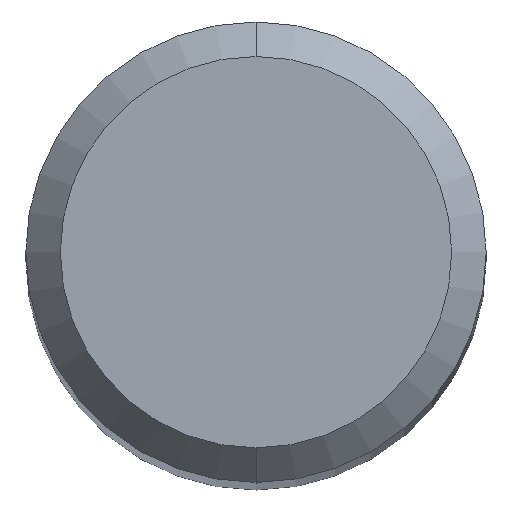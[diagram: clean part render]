
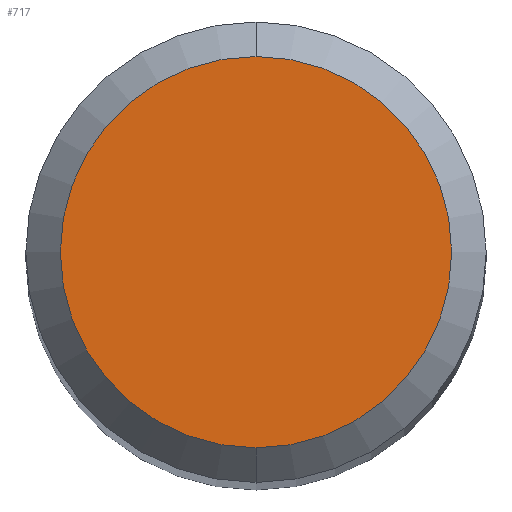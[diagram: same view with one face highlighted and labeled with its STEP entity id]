
A CAD part, top view. The second image highlights one B-rep face of the part: STEP entity #717.
In plain terms, the highlighted planar face has unit normal (0, 0, 1).
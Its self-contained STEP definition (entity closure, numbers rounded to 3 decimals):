
#581=VERTEX_POINT('',#1265);
#717=ADVANCED_FACE('',(#1411),#1412,.T.);
#737=EDGE_CURVE('',#581,#885,#1433,.T.);
#827=EDGE_CURVE('',#885,#581,#1528,.T.);
#885=VERTEX_POINT('',#1595);
#1265=CARTESIAN_POINT('',(0.,-1.7,0.0));
#1411=FACE_OUTER_BOUND('',#3333,.T.);
#1412=PLANE('',#3334);
#1433=CIRCLE('',#3388,1.7);
#1528=CIRCLE('',#3671,1.7);
#1595=CARTESIAN_POINT('',(0.0,1.7,0.0));
#3333=EDGE_LOOP('',(#4907,#4908));
#3334=AXIS2_PLACEMENT_3D('',#4909,#4910,#4911);
#3388=AXIS2_PLACEMENT_3D('',#4928,#4929,#4930);
#3671=AXIS2_PLACEMENT_3D('',#4999,#5000,#5001);
#4907=ORIENTED_EDGE('',*,*,#827,.F.);
#4908=ORIENTED_EDGE('',*,*,#737,.F.);
#4909=CARTESIAN_POINT('',(0.0,0.85,0.0));
#4910=DIRECTION('',(-0.0,0.0,1.0));
#4911=DIRECTION('',(0.0,-1.0,0.0));
#4928=CARTESIAN_POINT('',(0.0,0.0,0.0));
#4929=DIRECTION('',(0.0,0.0,-1.0));
#4930=DIRECTION('',(0.0,1.0,0.0));
#4999=CARTESIAN_POINT('',(0.0,0.0,0.0));
#5000=DIRECTION('',(0.0,0.0,-1.0));
#5001=DIRECTION('',(0.0,1.0,0.0));
